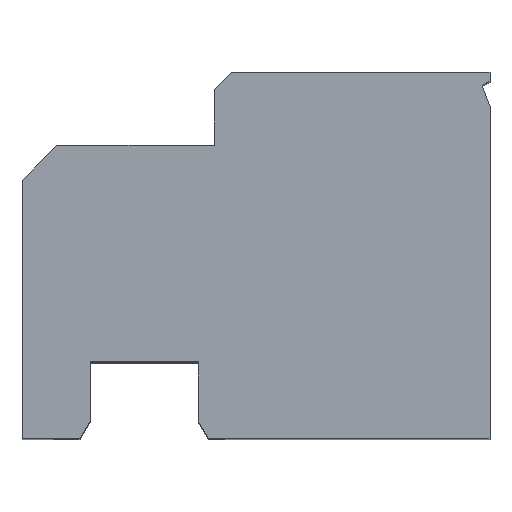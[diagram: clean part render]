
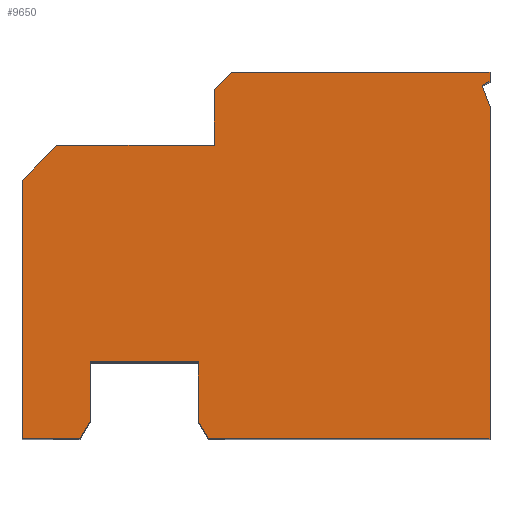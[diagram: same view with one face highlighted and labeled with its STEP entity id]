
A CAD part, top view. The second image highlights one B-rep face of the part: STEP entity #9650.
In plain terms, the highlighted planar face has unit normal (0, 0, 1).
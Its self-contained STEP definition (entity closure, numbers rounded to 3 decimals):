
#841=ORIENTED_EDGE('',*,*,#2614,.T.);
#842=ORIENTED_EDGE('',*,*,#2709,.T.);
#843=ORIENTED_EDGE('',*,*,#2710,.T.);
#844=ORIENTED_EDGE('',*,*,#2610,.T.);
#845=ORIENTED_EDGE('',*,*,#2584,.T.);
#846=ORIENTED_EDGE('',*,*,#2711,.T.);
#847=ORIENTED_EDGE('',*,*,#2457,.T.);
#848=ORIENTED_EDGE('',*,*,#2549,.T.);
#849=ORIENTED_EDGE('',*,*,#2712,.T.);
#850=ORIENTED_EDGE('',*,*,#2419,.T.);
#851=ORIENTED_EDGE('',*,*,#2592,.T.);
#852=ORIENTED_EDGE('',*,*,#2656,.T.);
#853=ORIENTED_EDGE('',*,*,#2713,.T.);
#854=ORIENTED_EDGE('',*,*,#2714,.T.);
#855=ORIENTED_EDGE('',*,*,#2675,.T.);
#856=ORIENTED_EDGE('',*,*,#2433,.T.);
#857=ORIENTED_EDGE('',*,*,#2443,.T.);
#2419=EDGE_CURVE('',#3416,#3415,#4090,.T.);
#2433=EDGE_CURVE('',#3429,#3428,#4104,.T.);
#2443=EDGE_CURVE('',#3428,#3436,#4112,.T.);
#2457=EDGE_CURVE('',#3448,#3449,#4119,.T.);
#2549=EDGE_CURVE('',#3449,#3521,#4187,.T.);
#2584=EDGE_CURVE('',#3547,#3546,#4210,.T.);
#2592=EDGE_CURVE('',#3415,#3552,#4218,.T.);
#2610=EDGE_CURVE('',#3568,#3547,#4228,.T.);
#2614=EDGE_CURVE('',#3436,#3569,#4231,.T.);
#2656=EDGE_CURVE('',#3552,#3600,#4263,.T.);
#2675=EDGE_CURVE('',#3613,#3429,#4279,.T.);
#2709=EDGE_CURVE('',#3569,#3633,#4306,.T.);
#2710=EDGE_CURVE('',#3633,#3568,#4307,.T.);
#2711=EDGE_CURVE('',#3546,#3448,#4308,.T.);
#2712=EDGE_CURVE('',#3521,#3416,#4309,.T.);
#2713=EDGE_CURVE('',#3600,#3634,#4310,.T.);
#2714=EDGE_CURVE('',#3634,#3613,#4311,.T.);
#3415=VERTEX_POINT('',#12696);
#3416=VERTEX_POINT('',#12698);
#3428=VERTEX_POINT('',#12726);
#3429=VERTEX_POINT('',#12728);
#3436=VERTEX_POINT('',#12745);
#3448=VERTEX_POINT('',#12849);
#3449=VERTEX_POINT('',#12850);
#3521=VERTEX_POINT('',#13079);
#3546=VERTEX_POINT('',#13174);
#3547=VERTEX_POINT('',#13176);
#3552=VERTEX_POINT('',#13190);
#3568=VERTEX_POINT('',#13229);
#3569=VERTEX_POINT('',#13236);
#3600=VERTEX_POINT('',#13377);
#3613=VERTEX_POINT('',#13464);
#3633=VERTEX_POINT('',#13554);
#3634=VERTEX_POINT('',#13559);
#4090=LINE('',#12697,#4849);
#4104=LINE('',#12727,#4863);
#4112=LINE('',#12746,#4871);
#4119=LINE('',#12848,#4878);
#4187=LINE('',#13078,#4946);
#4210=LINE('',#13175,#4969);
#4218=LINE('',#13191,#4977);
#4228=LINE('',#13228,#4987);
#4231=LINE('',#13235,#4990);
#4263=LINE('',#13378,#5022);
#4279=LINE('',#13463,#5038);
#4306=LINE('',#13553,#5065);
#4307=LINE('',#13555,#5066);
#4308=LINE('',#13556,#5067);
#4309=LINE('',#13557,#5068);
#4310=LINE('',#13558,#5069);
#4311=LINE('',#13560,#5070);
#4849=VECTOR('',#10638,1000.);
#4863=VECTOR('',#10658,1000.);
#4871=VECTOR('',#10672,1000.);
#4878=VECTOR('',#10699,1000.);
#4946=VECTOR('',#10869,1000.);
#4969=VECTOR('',#10938,1000.);
#4977=VECTOR('',#10950,1000.);
#4987=VECTOR('',#10984,1000.);
#4990=VECTOR('',#10993,1000.);
#5022=VECTOR('',#11069,1000.);
#5038=VECTOR('',#11107,1000.);
#5065=VECTOR('',#11170,1000.);
#5066=VECTOR('',#11171,1000.);
#5067=VECTOR('',#11172,1000.);
#5068=VECTOR('',#11173,1000.);
#5069=VECTOR('',#11174,1000.);
#5070=VECTOR('',#11175,1000.);
#5665=EDGE_LOOP('',(#841,#842,#843,#844,#845,#846,#847,#848,#849,#850,#851,
#852,#853,#854,#855,#856,#857));
#6134=FACE_BOUND('',#5665,.T.);
#6568=PLANE('',#10118);
#9650=ADVANCED_FACE('',(#6134),#6568,.F.);
#10118=AXIS2_PLACEMENT_3D('',#13552,#11168,#11169);
#10638=DIRECTION('',(0.,1.,0.));
#10658=DIRECTION('',(0.,-1.,0.));
#10672=DIRECTION('',(-1.,0.,0.));
#10699=DIRECTION('',(0.,-1.,0.));
#10869=DIRECTION('',(0.5,-0.866,0.));
#10938=DIRECTION('',(0.,1.,0.));
#10950=DIRECTION('',(-0.342,0.94,0.));
#10984=DIRECTION('',(0.5,0.866,0.));
#10993=DIRECTION('',(-0.707,-0.707,0.));
#11069=DIRECTION('',(0.906,0.423,0.));
#11107=DIRECTION('',(-0.707,-0.707,0.));
#11168=DIRECTION('',(0.,0.,-1.));
#11169=DIRECTION('',(0.,-1.,0.));
#11170=DIRECTION('',(0.,-1.,0.));
#11171=DIRECTION('',(1.,0.,0.));
#11172=DIRECTION('',(1.,0.,0.));
#11173=DIRECTION('',(1.,0.,0.));
#11174=DIRECTION('',(0.,1.,0.));
#11175=DIRECTION('',(-1.,0.,0.));
#12696=CARTESIAN_POINT('',(16.764,27.988,15.));
#12697=CARTESIAN_POINT('',(16.764,0.,15.));
#12698=CARTESIAN_POINT('',(16.764,18.488,15.));
#12726=CARTESIAN_POINT('',(8.864,26.888,15.));
#12727=CARTESIAN_POINT('',(8.864,0.,15.));
#12728=CARTESIAN_POINT('',(8.864,28.488,15.));
#12745=CARTESIAN_POINT('',(4.364,26.888,15.));
#12746=CARTESIAN_POINT('',(0.,26.888,15.));
#12848=CARTESIAN_POINT('',(8.414,0.,15.));
#12849=CARTESIAN_POINT('',(8.414,20.688,15.));
#12850=CARTESIAN_POINT('',(8.414,18.988,15.));
#13078=CARTESIAN_POINT('',(19.376,0.,15.));
#13079=CARTESIAN_POINT('',(8.703,18.488,15.));
#13174=CARTESIAN_POINT('',(5.314,20.688,15.));
#13175=CARTESIAN_POINT('',(5.314,0.,15.));
#13176=CARTESIAN_POINT('',(5.314,18.988,15.));
#13190=CARTESIAN_POINT('',(16.536,28.614,15.));
#13191=CARTESIAN_POINT('',(26.951,0.,15.));
#13228=CARTESIAN_POINT('',(-5.649,0.,15.));
#13229=CARTESIAN_POINT('',(5.025,18.488,15.));
#13235=CARTESIAN_POINT('',(0.,22.524,15.));
#13236=CARTESIAN_POINT('',(3.364,25.888,15.));
#13377=CARTESIAN_POINT('',(16.764,28.721,15.));
#13378=CARTESIAN_POINT('',(0.,20.904,15.));
#13463=CARTESIAN_POINT('',(-19.624,0.,15.));
#13464=CARTESIAN_POINT('',(9.364,28.988,15.));
#13552=CARTESIAN_POINT('',(14.914,27.838,15.));
#13553=CARTESIAN_POINT('',(3.364,0.,15.));
#13554=CARTESIAN_POINT('',(3.364,18.488,15.));
#13555=CARTESIAN_POINT('',(0.,18.488,15.));
#13556=CARTESIAN_POINT('',(0.,20.688,15.));
#13557=CARTESIAN_POINT('',(0.,18.488,15.));
#13558=CARTESIAN_POINT('',(16.764,0.,15.));
#13559=CARTESIAN_POINT('',(16.764,28.988,15.));
#13560=CARTESIAN_POINT('',(0.,28.988,15.));
